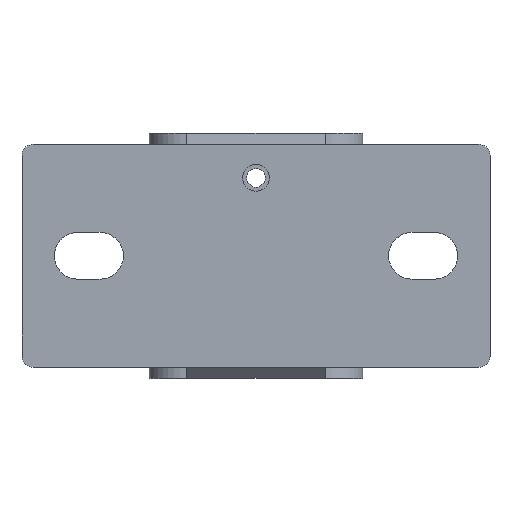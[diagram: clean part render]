
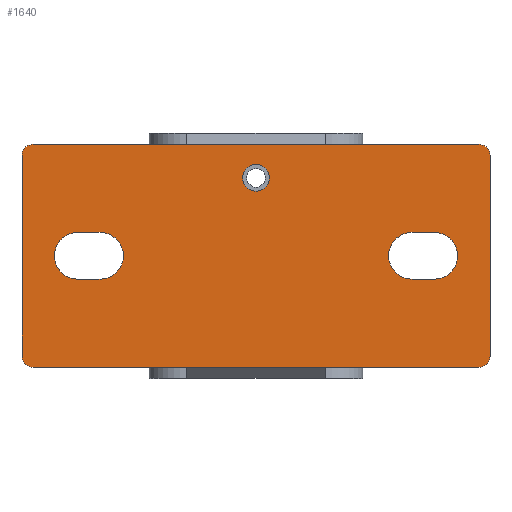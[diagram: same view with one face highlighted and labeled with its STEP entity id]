
A CAD part, top view. The second image highlights one B-rep face of the part: STEP entity #1640.
In plain terms, the highlighted planar face has unit normal (0, 0, 1).
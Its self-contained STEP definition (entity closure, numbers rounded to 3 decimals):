
#62=FACE_BOUND('',#330,.T.);
#63=FACE_BOUND('',#331,.T.);
#64=FACE_BOUND('',#332,.T.);
#73=CIRCLE('',#1817,6.);
#74=CIRCLE('',#1818,6.);
#76=CIRCLE('',#1821,5.);
#85=CIRCLE('',#1833,5.);
#86=CIRCLE('',#1836,5.);
#87=CIRCLE('',#1837,5.);
#88=CIRCLE('',#1838,10.5);
#89=CIRCLE('',#1839,10.5);
#90=CIRCLE('',#1840,10.5);
#91=CIRCLE('',#1841,10.5);
#234=FACE_OUTER_BOUND('',#329,.T.);
#329=EDGE_LOOP('',(#1164,#1165,#1166,#1167,#1168,#1169,#1170,#1171));
#330=EDGE_LOOP('',(#1172,#1173));
#331=EDGE_LOOP('',(#1174,#1175,#1176,#1177));
#332=EDGE_LOOP('',(#1178,#1179,#1180,#1181));
#439=LINE('',#2602,#573);
#449=LINE('',#2639,#583);
#451=LINE('',#2645,#585);
#452=LINE('',#2647,#586);
#453=LINE('',#2652,#587);
#454=LINE('',#2655,#588);
#455=LINE('',#2660,#589);
#456=LINE('',#2663,#590);
#573=VECTOR('',#2069,10.);
#583=VECTOR('',#2101,10.);
#585=VECTOR('',#2107,10.);
#586=VECTOR('',#2110,10.);
#587=VECTOR('',#2113,10.);
#588=VECTOR('',#2116,10.);
#589=VECTOR('',#2119,10.);
#590=VECTOR('',#2122,10.);
#696=VERTEX_POINT('',#2581);
#697=VERTEX_POINT('',#2582);
#699=VERTEX_POINT('',#2589);
#700=VERTEX_POINT('',#2590);
#704=VERTEX_POINT('',#2600);
#718=VERTEX_POINT('',#2632);
#719=VERTEX_POINT('',#2633);
#720=VERTEX_POINT('',#2638);
#721=VERTEX_POINT('',#2642);
#722=VERTEX_POINT('',#2644);
#723=VERTEX_POINT('',#2648);
#724=VERTEX_POINT('',#2649);
#725=VERTEX_POINT('',#2651);
#726=VERTEX_POINT('',#2653);
#727=VERTEX_POINT('',#2656);
#728=VERTEX_POINT('',#2657);
#729=VERTEX_POINT('',#2659);
#730=VERTEX_POINT('',#2661);
#866=EDGE_CURVE('',#696,#697,#73,.T.);
#867=EDGE_CURVE('',#697,#696,#74,.T.);
#870=EDGE_CURVE('',#699,#700,#76,.T.);
#876=EDGE_CURVE('',#704,#699,#439,.T.);
#891=EDGE_CURVE('',#718,#719,#85,.T.);
#894=EDGE_CURVE('',#719,#720,#449,.T.);
#896=EDGE_CURVE('',#721,#704,#86,.T.);
#897=EDGE_CURVE('',#722,#721,#451,.T.);
#898=EDGE_CURVE('',#720,#722,#87,.T.);
#899=EDGE_CURVE('',#700,#718,#452,.T.);
#900=EDGE_CURVE('',#723,#724,#88,.T.);
#901=EDGE_CURVE('',#724,#725,#453,.T.);
#902=EDGE_CURVE('',#725,#726,#89,.T.);
#903=EDGE_CURVE('',#726,#723,#454,.T.);
#904=EDGE_CURVE('',#727,#728,#90,.T.);
#905=EDGE_CURVE('',#728,#729,#455,.T.);
#906=EDGE_CURVE('',#729,#730,#91,.T.);
#907=EDGE_CURVE('',#730,#727,#456,.T.);
#1164=ORIENTED_EDGE('',*,*,#870,.F.);
#1165=ORIENTED_EDGE('',*,*,#876,.F.);
#1166=ORIENTED_EDGE('',*,*,#896,.F.);
#1167=ORIENTED_EDGE('',*,*,#897,.F.);
#1168=ORIENTED_EDGE('',*,*,#898,.F.);
#1169=ORIENTED_EDGE('',*,*,#894,.F.);
#1170=ORIENTED_EDGE('',*,*,#891,.F.);
#1171=ORIENTED_EDGE('',*,*,#899,.F.);
#1172=ORIENTED_EDGE('',*,*,#866,.T.);
#1173=ORIENTED_EDGE('',*,*,#867,.T.);
#1174=ORIENTED_EDGE('',*,*,#900,.T.);
#1175=ORIENTED_EDGE('',*,*,#901,.T.);
#1176=ORIENTED_EDGE('',*,*,#902,.T.);
#1177=ORIENTED_EDGE('',*,*,#903,.T.);
#1178=ORIENTED_EDGE('',*,*,#904,.T.);
#1179=ORIENTED_EDGE('',*,*,#905,.T.);
#1180=ORIENTED_EDGE('',*,*,#906,.T.);
#1181=ORIENTED_EDGE('',*,*,#907,.T.);
#1587=PLANE('',#1835);
#1640=ADVANCED_FACE('',(#234,#62,#63,#64),#1587,.T.);
#1817=AXIS2_PLACEMENT_3D('',#2583,#2050,#2051);
#1818=AXIS2_PLACEMENT_3D('',#2584,#2052,#2053);
#1821=AXIS2_PLACEMENT_3D('',#2591,#2059,#2060);
#1833=AXIS2_PLACEMENT_3D('',#2634,#2095,#2096);
#1835=AXIS2_PLACEMENT_3D('',#2641,#2103,#2104);
#1836=AXIS2_PLACEMENT_3D('',#2643,#2105,#2106);
#1837=AXIS2_PLACEMENT_3D('',#2646,#2108,#2109);
#1838=AXIS2_PLACEMENT_3D('',#2650,#2111,#2112);
#1839=AXIS2_PLACEMENT_3D('',#2654,#2114,#2115);
#1840=AXIS2_PLACEMENT_3D('',#2658,#2117,#2118);
#1841=AXIS2_PLACEMENT_3D('',#2662,#2120,#2121);
#2050=DIRECTION('center_axis',(0.,0.,-1.));
#2051=DIRECTION('ref_axis',(1.,0.,0.));
#2052=DIRECTION('center_axis',(0.,0.,-1.));
#2053=DIRECTION('ref_axis',(1.,0.,0.));
#2059=DIRECTION('center_axis',(0.,0.,-1.));
#2060=DIRECTION('ref_axis',(0.707,0.707,0.));
#2069=DIRECTION('',(1.,0.,0.));
#2095=DIRECTION('center_axis',(0.,0.,-1.));
#2096=DIRECTION('ref_axis',(0.707,-0.707,0.));
#2101=DIRECTION('',(-1.,0.,0.));
#2103=DIRECTION('center_axis',(0.,0.,1.));
#2104=DIRECTION('ref_axis',(1.,0.,0.));
#2105=DIRECTION('center_axis',(0.,0.,-1.));
#2106=DIRECTION('ref_axis',(-0.707,0.707,0.));
#2107=DIRECTION('',(0.,1.,0.));
#2108=DIRECTION('center_axis',(0.,0.,-1.));
#2109=DIRECTION('ref_axis',(-0.707,-0.707,0.));
#2110=DIRECTION('',(0.,-1.,0.));
#2111=DIRECTION('center_axis',(0.,0.,-1.));
#2112=DIRECTION('ref_axis',(0.,1.,0.));
#2113=DIRECTION('',(-1.,0.,0.));
#2114=DIRECTION('center_axis',(0.,0.,-1.));
#2115=DIRECTION('ref_axis',(0.,-1.,0.));
#2116=DIRECTION('',(1.,0.,0.));
#2117=DIRECTION('center_axis',(0.,0.,-1.));
#2118=DIRECTION('ref_axis',(0.,-1.,0.));
#2119=DIRECTION('',(-1.,0.,0.));
#2120=DIRECTION('center_axis',(0.,0.,-1.));
#2121=DIRECTION('ref_axis',(0.,1.,0.));
#2122=DIRECTION('',(1.,0.,0.));
#2581=CARTESIAN_POINT('',(6.,35.,5.));
#2582=CARTESIAN_POINT('',(-6.,35.,5.));
#2583=CARTESIAN_POINT('Origin',(0.,35.,5.));
#2584=CARTESIAN_POINT('Origin',(0.,35.,5.));
#2589=CARTESIAN_POINT('',(100.,50.,5.));
#2590=CARTESIAN_POINT('',(105.,45.,5.));
#2591=CARTESIAN_POINT('Origin',(100.,45.,5.));
#2600=CARTESIAN_POINT('',(-100.,50.,5.));
#2602=CARTESIAN_POINT('',(105.,50.,5.));
#2632=CARTESIAN_POINT('',(105.,-45.,5.));
#2633=CARTESIAN_POINT('',(100.,-50.,5.));
#2634=CARTESIAN_POINT('Origin',(100.,-45.,5.));
#2638=CARTESIAN_POINT('',(-100.,-50.,5.));
#2639=CARTESIAN_POINT('',(-105.,-50.,5.));
#2641=CARTESIAN_POINT('Origin',(52.5,25.,5.));
#2642=CARTESIAN_POINT('',(-105.,45.,5.));
#2643=CARTESIAN_POINT('Origin',(-100.,45.,5.));
#2644=CARTESIAN_POINT('',(-105.,-45.,5.));
#2645=CARTESIAN_POINT('',(-105.,50.,5.));
#2646=CARTESIAN_POINT('Origin',(-100.,-45.,5.));
#2647=CARTESIAN_POINT('',(105.,-50.,5.));
#2648=CARTESIAN_POINT('',(80.,10.5,5.));
#2649=CARTESIAN_POINT('',(80.,-10.5,5.));
#2650=CARTESIAN_POINT('Origin',(80.,0.,5.));
#2651=CARTESIAN_POINT('',(70.,-10.5,5.));
#2652=CARTESIAN_POINT('',(66.25,-10.5,5.));
#2653=CARTESIAN_POINT('',(70.,10.5,5.));
#2654=CARTESIAN_POINT('Origin',(70.,0.,5.));
#2655=CARTESIAN_POINT('',(61.25,10.5,5.));
#2656=CARTESIAN_POINT('',(-70.,10.5,5.));
#2657=CARTESIAN_POINT('',(-70.,-10.5,5.));
#2658=CARTESIAN_POINT('Origin',(-70.,0.,5.));
#2659=CARTESIAN_POINT('',(-80.,-10.5,5.));
#2660=CARTESIAN_POINT('',(-13.75,-10.5,5.));
#2661=CARTESIAN_POINT('',(-80.,10.5,5.));
#2662=CARTESIAN_POINT('Origin',(-80.,0.,5.));
#2663=CARTESIAN_POINT('',(-8.75,10.5,5.));
